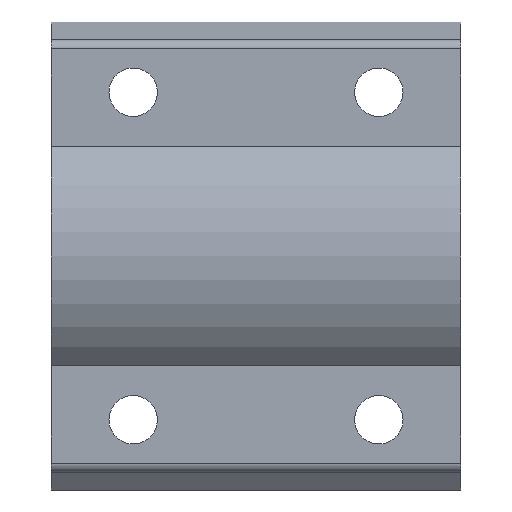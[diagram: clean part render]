
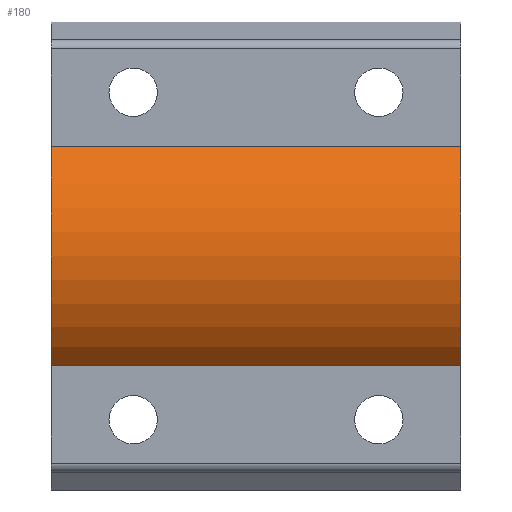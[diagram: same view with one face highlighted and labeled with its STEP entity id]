
A CAD part, front view. The second image highlights one B-rep face of the part: STEP entity #180.
In plain terms, the highlighted cylindrical face has radius 13 mm (diameter 26 mm), a partial arc.
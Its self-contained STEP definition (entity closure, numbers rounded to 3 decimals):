
#128 = CIRCLE ( 'NONE', #1402, 13. ) ;
#139 = DIRECTION ( 'NONE',  ( 0., 0., -1. ) ) ;
#180 = ADVANCED_FACE ( 'NONE', ( #549 ), #1502, .T. ) ;
#237 = DIRECTION ( 'NONE',  ( 0., 0., 1. ) ) ;
#334 = VECTOR ( 'NONE', #1973, 1000. ) ;
#347 = LINE ( 'NONE', #1578, #334 ) ;
#549 = FACE_OUTER_BOUND ( 'NONE', #1130, .T. ) ;
#599 = ORIENTED_EDGE ( 'NONE', *, *, #1247, .F. ) ;
#619 = VERTEX_POINT ( 'NONE', #1051 ) ;
#653 = ORIENTED_EDGE ( 'NONE', *, *, #3157, .T. ) ;
#676 = CARTESIAN_POINT ( 'NONE',  ( 35., 0., 0. ) ) ;
#684 = AXIS2_PLACEMENT_3D ( 'NONE', #2253, #2073, #2290 ) ;
#865 = VECTOR ( 'NONE', #2360, 1000. ) ;
#957 = DIRECTION ( 'NONE',  ( 1., 0., 0. ) ) ;
#1051 = CARTESIAN_POINT ( 'NONE',  ( 0., -9., -9.381 ) ) ;
#1130 = EDGE_LOOP ( 'NONE', ( #653, #1741, #599, #2344 ) ) ;
#1247 = EDGE_CURVE ( 'NONE', #3203, #3149, #2192, .T. ) ;
#1402 = AXIS2_PLACEMENT_3D ( 'NONE', #3148, #957, #139 ) ;
#1502 = CYLINDRICAL_SURFACE ( 'NONE', #2498, 13. ) ;
#1513 = CARTESIAN_POINT ( 'NONE',  ( 0., -9., 9.381 ) ) ;
#1578 = CARTESIAN_POINT ( 'NONE',  ( 35., -9., 9.381 ) ) ;
#1603 = CARTESIAN_POINT ( 'NONE',  ( 35., -9., -9.381 ) ) ;
#1632 = CARTESIAN_POINT ( 'NONE',  ( 35., -9., -9.381 ) ) ;
#1741 = ORIENTED_EDGE ( 'NONE', *, *, #2984, .F. ) ;
#1947 = VERTEX_POINT ( 'NONE', #1513 ) ;
#1973 = DIRECTION ( 'NONE',  ( -1., 0., 0. ) ) ;
#2038 = EDGE_CURVE ( 'NONE', #3203, #1947, #347, .T. ) ;
#2073 = DIRECTION ( 'NONE',  ( 1., 0., 0. ) ) ;
#2192 = CIRCLE ( 'NONE', #684, 13. ) ;
#2253 = CARTESIAN_POINT ( 'NONE',  ( 35., 0., 0. ) ) ;
#2290 = DIRECTION ( 'NONE',  ( 0., 0., -1. ) ) ;
#2344 = ORIENTED_EDGE ( 'NONE', *, *, #2038, .T. ) ;
#2360 = DIRECTION ( 'NONE',  ( -1., 0., 0. ) ) ;
#2402 = DIRECTION ( 'NONE',  ( -1., 0., 0. ) ) ;
#2498 = AXIS2_PLACEMENT_3D ( 'NONE', #676, #2402, #237 ) ;
#2862 = CARTESIAN_POINT ( 'NONE',  ( 35., -9., 9.381 ) ) ;
#2984 = EDGE_CURVE ( 'NONE', #3149, #619, #3169, .T. ) ;
#3148 = CARTESIAN_POINT ( 'NONE',  ( 0., 0., 0. ) ) ;
#3149 = VERTEX_POINT ( 'NONE', #1603 ) ;
#3157 = EDGE_CURVE ( 'NONE', #1947, #619, #128, .T. ) ;
#3169 = LINE ( 'NONE', #1632, #865 ) ;
#3203 = VERTEX_POINT ( 'NONE', #2862 ) ;
